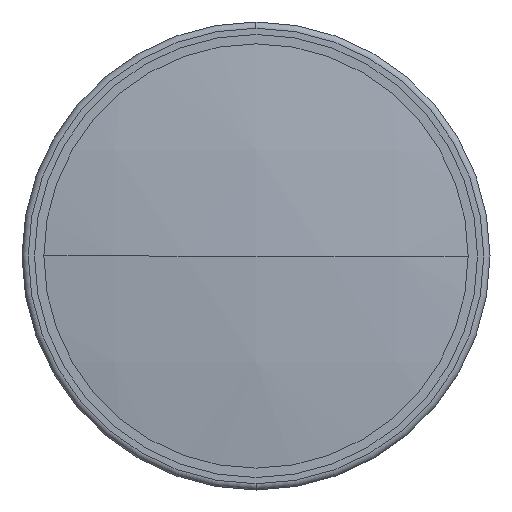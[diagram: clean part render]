
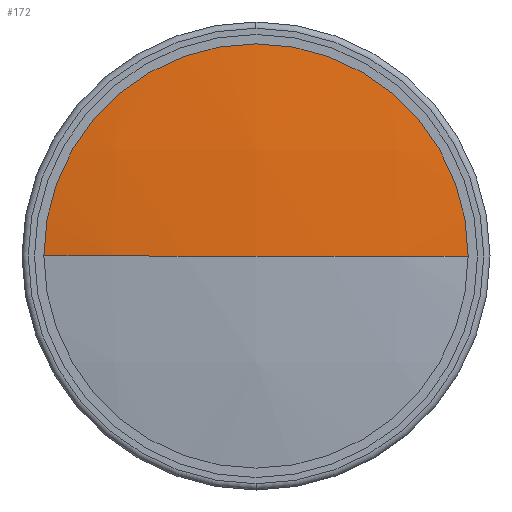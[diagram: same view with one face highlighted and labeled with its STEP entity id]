
A CAD part, left-side view. The second image highlights one B-rep face of the part: STEP entity #172.
In plain terms, the highlighted spherical face has radius 252 mm.
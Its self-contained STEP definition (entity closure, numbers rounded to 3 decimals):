
#172 = ADVANCED_FACE ( 'NONE', ( #1312 ), #1313, .T. ) ;
#368 = EDGE_CURVE ( 'NONE', #462, #460, #2230, .T. ) ;
#370 = EDGE_CURVE ( 'NONE', #462, #469, #2238, .T. ) ;
#371 = EDGE_CURVE ( 'NONE', #467, #469, #2240, .T. ) ;
#372 = EDGE_CURVE ( 'NONE', #460, #467, #2241, .T. ) ;
#460 = VERTEX_POINT ( 'NONE', #2694 ) ;
#462 = VERTEX_POINT ( 'NONE', #2701 ) ;
#467 = VERTEX_POINT ( 'NONE', #2708 ) ;
#469 = VERTEX_POINT ( 'NONE', #2710 ) ;
#587 = ORIENTED_EDGE ( 'NONE', *, *, #368, .T. ) ;
#588 = ORIENTED_EDGE ( 'NONE', *, *, #372, .T. ) ;
#589 = ORIENTED_EDGE ( 'NONE', *, *, #371, .T. ) ;
#590 = ORIENTED_EDGE ( 'NONE', *, *, #370, .F. ) ;
#949 = AXIS2_PLACEMENT_3D ( 'NONE', #1060, #1068, #1069 ) ;
#1060 = CARTESIAN_POINT ( 'NONE',  ( 60.072, 0., 0. ) ) ;
#1068 = DIRECTION ( 'NONE',  ( 0., 0., 1. ) ) ;
#1069 = DIRECTION ( 'NONE',  ( 0., -1., 0. ) ) ;
#1312 = FACE_OUTER_BOUND ( 'NONE', #3159, .T. ) ;
#1313 = SPHERICAL_SURFACE ( 'NONE', #949, 252. ) ;
#2230 = CIRCLE ( 'NONE', #2570, 34. ) ;
#2238 = CIRCLE ( 'NONE', #2572, 252. ) ;
#2240 = CIRCLE ( 'NONE', #2573, 252. ) ;
#2241 = CIRCLE ( 'NONE', #2574, 34. ) ;
#2570 = AXIS2_PLACEMENT_3D ( 'NONE', #2650, #2651, #2652 ) ;
#2572 = AXIS2_PLACEMENT_3D ( 'NONE', #2656, #2657, #2658 ) ;
#2573 = AXIS2_PLACEMENT_3D ( 'NONE', #2661, #2662, #2663 ) ;
#2574 = AXIS2_PLACEMENT_3D ( 'NONE', #2665, #2666, #2667 ) ;
#2650 = CARTESIAN_POINT ( 'NONE',  ( -189.624, 0., 0. ) ) ;
#2651 = DIRECTION ( 'NONE',  ( -1., 0., 0. ) ) ;
#2652 = DIRECTION ( 'NONE',  ( 0., 0., -1. ) ) ;
#2656 = CARTESIAN_POINT ( 'NONE',  ( 60.072, 0., 0. ) ) ;
#2657 = DIRECTION ( 'NONE',  ( 0., 0., -1. ) ) ;
#2658 = DIRECTION ( 'NONE',  ( -1., 0., 0. ) ) ;
#2661 = CARTESIAN_POINT ( 'NONE',  ( 60.072, 0., 0. ) ) ;
#2662 = DIRECTION ( 'NONE',  ( 0., 0., 1. ) ) ;
#2663 = DIRECTION ( 'NONE',  ( 0., -1., 0. ) ) ;
#2665 = CARTESIAN_POINT ( 'NONE',  ( -189.624, 0., 0. ) ) ;
#2666 = DIRECTION ( 'NONE',  ( -1., 0., 0. ) ) ;
#2667 = DIRECTION ( 'NONE',  ( 0., 0., -1. ) ) ;
#2694 = CARTESIAN_POINT ( 'NONE',  ( -189.624, 0., 34. ) ) ;
#2701 = CARTESIAN_POINT ( 'NONE',  ( -189.624, -34., 0. ) ) ;
#2708 = CARTESIAN_POINT ( 'NONE',  ( -189.624, 34., 0. ) ) ;
#2710 = CARTESIAN_POINT ( 'NONE',  ( -191.928, 0., 0. ) ) ;
#3159 = EDGE_LOOP ( 'NONE', ( #587, #588, #589, #590 ) ) ;
